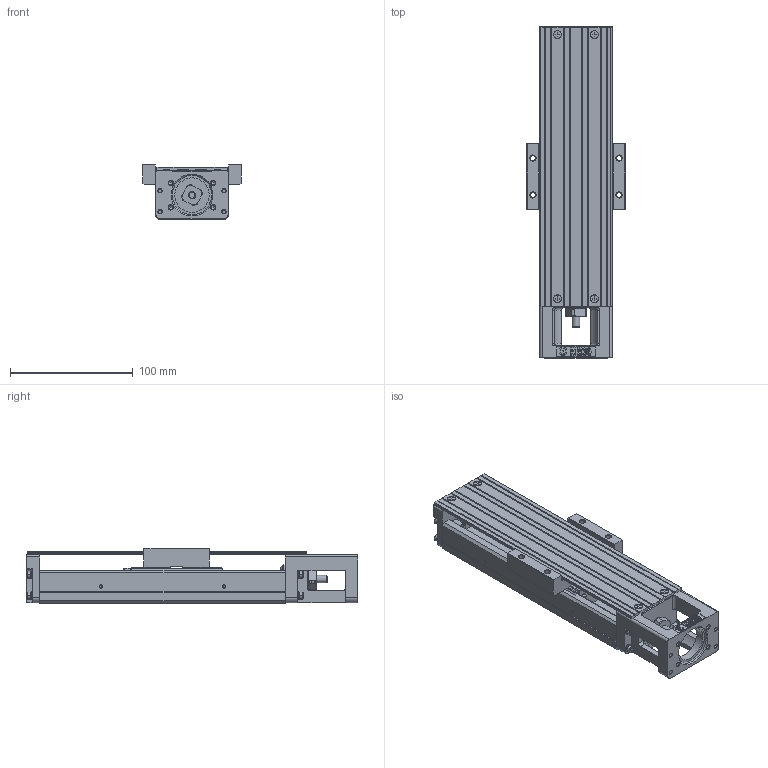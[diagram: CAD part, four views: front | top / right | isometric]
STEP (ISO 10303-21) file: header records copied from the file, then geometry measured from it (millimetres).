
FILE_DESCRIPTION(/* description */ (''),/* implementation_level */ '2;1');
FILE_NAME(/* name */ 'KM30A+200N0_1030_stp.stp',/* time_stamp */ '2010-01-20T15:48:31+08:00',/* author */ (''),/* organization */ (''),/* preprocessor_version */ 'ST-DEVELOPER v11',/* originating_system */ 'UGS - NX 5.0',/* authorisation */ '');
FILE_SCHEMA (('CONFIG_CONTROL_DESIGN'));
Length unit declared in the file: millimetre
Products named in the file (1): shin7094jbhe
Bounding box: 80 x 270 x 45 mm (x, y, z)
Volume: 390144.6 mm3; surface area: 137104.4 mm2
Topology: 3 solids, 20 shells, 1213 faces, 3084 edges, 2010 vertices
Faces by surface type: plane 753, cylinder 247, cone 147, extrusion 27, torus 20, sphere 17, bspline 2
Full cylindrical faces by diameter (mm): 2 x6, 2.2 x3, 2.5 x9, 3.3 x4, 3.5 x8, 4 x1, 4.2 x8, 5.05 x1, 5.3 x8, 5.5 x4, 6 x13, 7 x2, 8 x5, 8.5 x4, 9.5 x4, 10 x4, 11 x1, 12 x1, 13 x8, 17.5 x1, 21.9 x1, 22 x2, 28 x1, 32 x1
Entity records: 36423 total; most frequent: CARTESIAN_POINT 7558, DIRECTION 5868, ORIENTED_EDGE 5680, EDGE_CURVE 2840, VECTOR 2014, LINE 1987, VERTEX_POINT 1965, AXIS2_PLACEMENT_3D 1927
